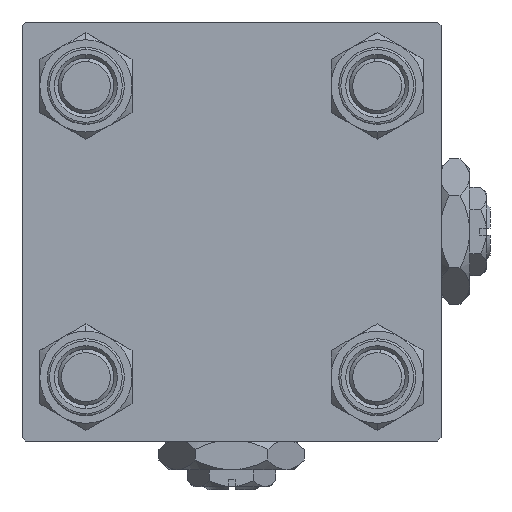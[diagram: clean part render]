
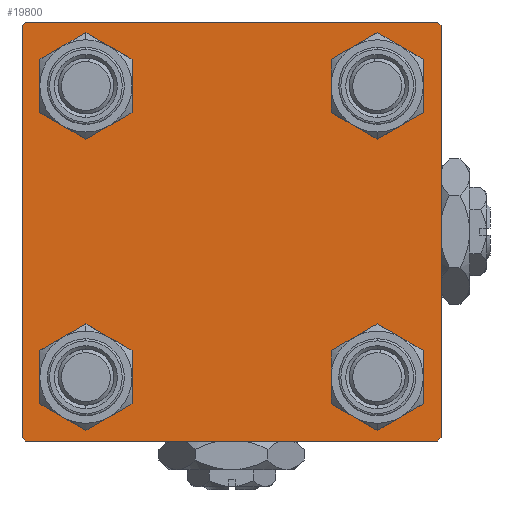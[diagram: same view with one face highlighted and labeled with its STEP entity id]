
A CAD part, left-side view. The second image highlights one B-rep face of the part: STEP entity #19800.
In plain terms, the highlighted planar face has unit normal (-1, 0, 0).
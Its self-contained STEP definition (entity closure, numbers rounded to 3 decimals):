
#1275 = LINE ( 'NONE', #50635, #8866 ) ;
#1331 = CARTESIAN_POINT ( 'NONE',  ( 0., 29.5, -30. ) ) ;
#1455 = LINE ( 'NONE', #34788, #7581 ) ;
#1680 = CIRCLE ( 'NONE', #5938, 4.5 ) ;
#2155 = VERTEX_POINT ( 'NONE', #49653 ) ;
#2359 = CARTESIAN_POINT ( 'NONE',  ( 0., -30., 29.5 ) ) ;
#2920 = FACE_BOUND ( 'NONE', #39625, .T. ) ;
#3192 = CARTESIAN_POINT ( 'NONE',  ( 0., 20.85, -20.85 ) ) ;
#3428 = VERTEX_POINT ( 'NONE', #34819 ) ;
#3810 = EDGE_CURVE ( 'NONE', #51955, #36651, #16314, .T. ) ;
#4359 = CARTESIAN_POINT ( 'NONE',  ( 0., 30., 29.5 ) ) ;
#4527 = ORIENTED_EDGE ( 'NONE', *, *, #33400, .T. ) ;
#5048 = DIRECTION ( 'NONE',  ( 0., 0., 1. ) ) ;
#5545 = DIRECTION ( 'NONE',  ( 0., -0.707, 0.707 ) ) ;
#5938 = AXIS2_PLACEMENT_3D ( 'NONE', #36110, #35580, #39855 ) ;
#6167 = VERTEX_POINT ( 'NONE', #31538 ) ;
#6657 = PLANE ( 'NONE',  #34446 ) ;
#6731 = AXIS2_PLACEMENT_3D ( 'NONE', #51035, #18994, #10715 ) ;
#6972 = EDGE_LOOP ( 'NONE', ( #39996, #36644 ) ) ;
#7125 = CARTESIAN_POINT ( 'NONE',  ( 0., 20.85, 16.35 ) ) ;
#7443 = EDGE_CURVE ( 'NONE', #50361, #42239, #22068, .T. ) ;
#7513 = CARTESIAN_POINT ( 'NONE',  ( 0., -30., 30. ) ) ;
#7581 = VECTOR ( 'NONE', #17976, 1000. ) ;
#8866 = VECTOR ( 'NONE', #5545, 1000. ) ;
#9728 = ORIENTED_EDGE ( 'NONE', *, *, #40375, .T. ) ;
#10331 = DIRECTION ( 'NONE',  ( 0., -1., 0. ) ) ;
#10543 = EDGE_LOOP ( 'NONE', ( #20755, #16499 ) ) ;
#10715 = DIRECTION ( 'NONE',  ( 0., 0., 1. ) ) ;
#11356 = ORIENTED_EDGE ( 'NONE', *, *, #7443, .T. ) ;
#11599 = VECTOR ( 'NONE', #40620, 1000. ) ;
#11890 = CARTESIAN_POINT ( 'NONE',  ( 0., 29.5, 30. ) ) ;
#12356 = EDGE_LOOP ( 'NONE', ( #45228, #25575, #28808, #46314, #49483, #15357, #16979, #9728 ) ) ;
#12419 = DIRECTION ( 'NONE',  ( 0., 0., 1. ) ) ;
#12799 = ORIENTED_EDGE ( 'NONE', *, *, #47112, .T. ) ;
#13029 = VERTEX_POINT ( 'NONE', #4359 ) ;
#13444 = CARTESIAN_POINT ( 'NONE',  ( 0., -20.85, -20.85 ) ) ;
#13707 = EDGE_CURVE ( 'NONE', #51955, #29269, #47338, .T. ) ;
#13941 = LINE ( 'NONE', #30244, #35357 ) ;
#14754 = DIRECTION ( 'NONE',  ( 0., 0.707, 0.707 ) ) ;
#15357 = ORIENTED_EDGE ( 'NONE', *, *, #13707, .T. ) ;
#16314 = LINE ( 'NONE', #7513, #11599 ) ;
#16499 = ORIENTED_EDGE ( 'NONE', *, *, #20796, .T. ) ;
#16979 = ORIENTED_EDGE ( 'NONE', *, *, #20706, .F. ) ;
#17791 = ORIENTED_EDGE ( 'NONE', *, *, #52106, .T. ) ;
#17821 = AXIS2_PLACEMENT_3D ( 'NONE', #45608, #41606, #5048 ) ;
#17976 = DIRECTION ( 'NONE',  ( 0., -0.707, -0.707 ) ) ;
#18033 = CIRCLE ( 'NONE', #47921, 4.5 ) ;
#18617 = EDGE_CURVE ( 'NONE', #13029, #6167, #23441, .T. ) ;
#18751 = EDGE_CURVE ( 'NONE', #3428, #36651, #1275, .T. ) ;
#18994 = DIRECTION ( 'NONE',  ( 1., 0., 0. ) ) ;
#19447 = DIRECTION ( 'NONE',  ( -1., 0., 0. ) ) ;
#19800 = ADVANCED_FACE ( 'NONE', ( #39751, #2920, #43214, #40286, #27214 ), #6657, .T. ) ;
#20706 = EDGE_CURVE ( 'NONE', #29019, #29269, #13941, .T. ) ;
#20755 = ORIENTED_EDGE ( 'NONE', *, *, #46464, .T. ) ;
#20796 = EDGE_CURVE ( 'NONE', #46580, #2155, #32822, .T. ) ;
#21089 = VERTEX_POINT ( 'NONE', #7125 ) ;
#21246 = AXIS2_PLACEMENT_3D ( 'NONE', #52560, #36823, #45613 ) ;
#21974 = AXIS2_PLACEMENT_3D ( 'NONE', #49006, #37245, #12419 ) ;
#22068 = CIRCLE ( 'NONE', #21246, 4.5 ) ;
#22095 = LINE ( 'NONE', #26375, #28044 ) ;
#22228 = CARTESIAN_POINT ( 'NONE',  ( 0., -20.85, -16.35 ) ) ;
#22310 = CARTESIAN_POINT ( 'NONE',  ( 0., -20.85, 16.35 ) ) ;
#22758 = DIRECTION ( 'NONE',  ( 1., 0., 0. ) ) ;
#23441 = LINE ( 'NONE', #35718, #34415 ) ;
#23467 = CARTESIAN_POINT ( 'NONE',  ( 0., -30., -29.5 ) ) ;
#24122 = VERTEX_POINT ( 'NONE', #25648 ) ;
#24309 = CARTESIAN_POINT ( 'NONE',  ( 0., 29.75, 29.75 ) ) ;
#25036 = DIRECTION ( 'NONE',  ( 1., 0., 0. ) ) ;
#25575 = ORIENTED_EDGE ( 'NONE', *, *, #34249, .T. ) ;
#25648 = CARTESIAN_POINT ( 'NONE',  ( 0., -20.85, 25.35 ) ) ;
#26375 = CARTESIAN_POINT ( 'NONE',  ( 0., 30., -30. ) ) ;
#26761 = DIRECTION ( 'NONE',  ( 1., 0., 0. ) ) ;
#26940 = VERTEX_POINT ( 'NONE', #1331 ) ;
#26945 = DIRECTION ( 'NONE',  ( 0., 0., 1. ) ) ;
#27214 = FACE_OUTER_BOUND ( 'NONE', #12356, .T. ) ;
#28044 = VECTOR ( 'NONE', #10331, 1000. ) ;
#28733 = CARTESIAN_POINT ( 'NONE',  ( 0., -29.5, 30. ) ) ;
#28808 = ORIENTED_EDGE ( 'NONE', *, *, #42670, .T. ) ;
#29019 = VERTEX_POINT ( 'NONE', #11890 ) ;
#29269 = VERTEX_POINT ( 'NONE', #28733 ) ;
#29757 = CIRCLE ( 'NONE', #6731, 4.5 ) ;
#30006 = VECTOR ( 'NONE', #14754, 1000. ) ;
#30244 = CARTESIAN_POINT ( 'NONE',  ( 0., 30., 30. ) ) ;
#31538 = CARTESIAN_POINT ( 'NONE',  ( 0., 30., -29.5 ) ) ;
#32034 = LINE ( 'NONE', #24309, #34773 ) ;
#32224 = CIRCLE ( 'NONE', #21974, 4.5 ) ;
#32822 = CIRCLE ( 'NONE', #40489, 4.5 ) ;
#33400 = EDGE_CURVE ( 'NONE', #42239, #50361, #39100, .T. ) ;
#33982 = VERTEX_POINT ( 'NONE', #22310 ) ;
#34249 = EDGE_CURVE ( 'NONE', #6167, #26940, #1455, .T. ) ;
#34415 = VECTOR ( 'NONE', #39729, 1000. ) ;
#34446 = AXIS2_PLACEMENT_3D ( 'NONE', #48565, #19447, #26945 ) ;
#34773 = VECTOR ( 'NONE', #44590, 1000. ) ;
#34788 = CARTESIAN_POINT ( 'NONE',  ( 0., 29.75, -29.75 ) ) ;
#34819 = CARTESIAN_POINT ( 'NONE',  ( 0., -29.5, -30. ) ) ;
#35357 = VECTOR ( 'NONE', #46526, 1000. ) ;
#35580 = DIRECTION ( 'NONE',  ( 1., 0., 0. ) ) ;
#35718 = CARTESIAN_POINT ( 'NONE',  ( 0., 30., 30. ) ) ;
#36078 = EDGE_LOOP ( 'NONE', ( #12799, #17791 ) ) ;
#36110 = CARTESIAN_POINT ( 'NONE',  ( 0., -20.85, 20.85 ) ) ;
#36644 = ORIENTED_EDGE ( 'NONE', *, *, #42654, .T. ) ;
#36651 = VERTEX_POINT ( 'NONE', #23467 ) ;
#36823 = DIRECTION ( 'NONE',  ( 1., 0., 0. ) ) ;
#37245 = DIRECTION ( 'NONE',  ( 1., 0., 0. ) ) ;
#37403 = CARTESIAN_POINT ( 'NONE',  ( 0., 20.85, -25.35 ) ) ;
#39100 = CIRCLE ( 'NONE', #49369, 4.5 ) ;
#39625 = EDGE_LOOP ( 'NONE', ( #11356, #4527 ) ) ;
#39729 = DIRECTION ( 'NONE',  ( 0., 0., -1. ) ) ;
#39751 = FACE_BOUND ( 'NONE', #36078, .T. ) ;
#39855 = DIRECTION ( 'NONE',  ( 0., 0., 1. ) ) ;
#39996 = ORIENTED_EDGE ( 'NONE', *, *, #40165, .T. ) ;
#40089 = CARTESIAN_POINT ( 'NONE',  ( 0., -20.85, -25.35 ) ) ;
#40165 = EDGE_CURVE ( 'NONE', #49852, #21089, #32224, .T. ) ;
#40286 = FACE_BOUND ( 'NONE', #6972, .T. ) ;
#40375 = EDGE_CURVE ( 'NONE', #29019, #13029, #32034, .T. ) ;
#40489 = AXIS2_PLACEMENT_3D ( 'NONE', #3192, #26761, #52559 ) ;
#40620 = DIRECTION ( 'NONE',  ( 0., 0., -1. ) ) ;
#41023 = CARTESIAN_POINT ( 'NONE',  ( 0., 20.85, 25.35 ) ) ;
#41606 = DIRECTION ( 'NONE',  ( 1., 0., 0. ) ) ;
#42083 = DIRECTION ( 'NONE',  ( 0., 0., 1. ) ) ;
#42239 = VERTEX_POINT ( 'NONE', #40089 ) ;
#42654 = EDGE_CURVE ( 'NONE', #21089, #49852, #51043, .T. ) ;
#42670 = EDGE_CURVE ( 'NONE', #26940, #3428, #22095, .T. ) ;
#43214 = FACE_BOUND ( 'NONE', #10543, .T. ) ;
#44590 = DIRECTION ( 'NONE',  ( 0., 0.707, -0.707 ) ) ;
#45228 = ORIENTED_EDGE ( 'NONE', *, *, #18617, .T. ) ;
#45314 = CARTESIAN_POINT ( 'NONE',  ( 0., -20.85, 20.85 ) ) ;
#45608 = CARTESIAN_POINT ( 'NONE',  ( 0., 20.85, 20.85 ) ) ;
#45613 = DIRECTION ( 'NONE',  ( 0., 0., 1. ) ) ;
#46288 = DIRECTION ( 'NONE',  ( 0., 0., 1. ) ) ;
#46314 = ORIENTED_EDGE ( 'NONE', *, *, #18751, .T. ) ;
#46464 = EDGE_CURVE ( 'NONE', #2155, #46580, #29757, .T. ) ;
#46526 = DIRECTION ( 'NONE',  ( 0., -1., 0. ) ) ;
#46580 = VERTEX_POINT ( 'NONE', #37403 ) ;
#47112 = EDGE_CURVE ( 'NONE', #24122, #33982, #1680, .T. ) ;
#47338 = LINE ( 'NONE', #51336, #30006 ) ;
#47921 = AXIS2_PLACEMENT_3D ( 'NONE', #45314, #25036, #42083 ) ;
#48565 = CARTESIAN_POINT ( 'NONE',  ( 0., 0., 0. ) ) ;
#49006 = CARTESIAN_POINT ( 'NONE',  ( 0., 20.85, 20.85 ) ) ;
#49369 = AXIS2_PLACEMENT_3D ( 'NONE', #13444, #22758, #46288 ) ;
#49483 = ORIENTED_EDGE ( 'NONE', *, *, #3810, .F. ) ;
#49653 = CARTESIAN_POINT ( 'NONE',  ( 0., 20.85, -16.35 ) ) ;
#49852 = VERTEX_POINT ( 'NONE', #41023 ) ;
#50361 = VERTEX_POINT ( 'NONE', #22228 ) ;
#50635 = CARTESIAN_POINT ( 'NONE',  ( 0., -29.75, -29.75 ) ) ;
#51035 = CARTESIAN_POINT ( 'NONE',  ( 0., 20.85, -20.85 ) ) ;
#51043 = CIRCLE ( 'NONE', #17821, 4.5 ) ;
#51336 = CARTESIAN_POINT ( 'NONE',  ( 0., -29.75, 29.75 ) ) ;
#51955 = VERTEX_POINT ( 'NONE', #2359 ) ;
#52106 = EDGE_CURVE ( 'NONE', #33982, #24122, #18033, .T. ) ;
#52559 = DIRECTION ( 'NONE',  ( 0., 0., 1. ) ) ;
#52560 = CARTESIAN_POINT ( 'NONE',  ( 0., -20.85, -20.85 ) ) ;
